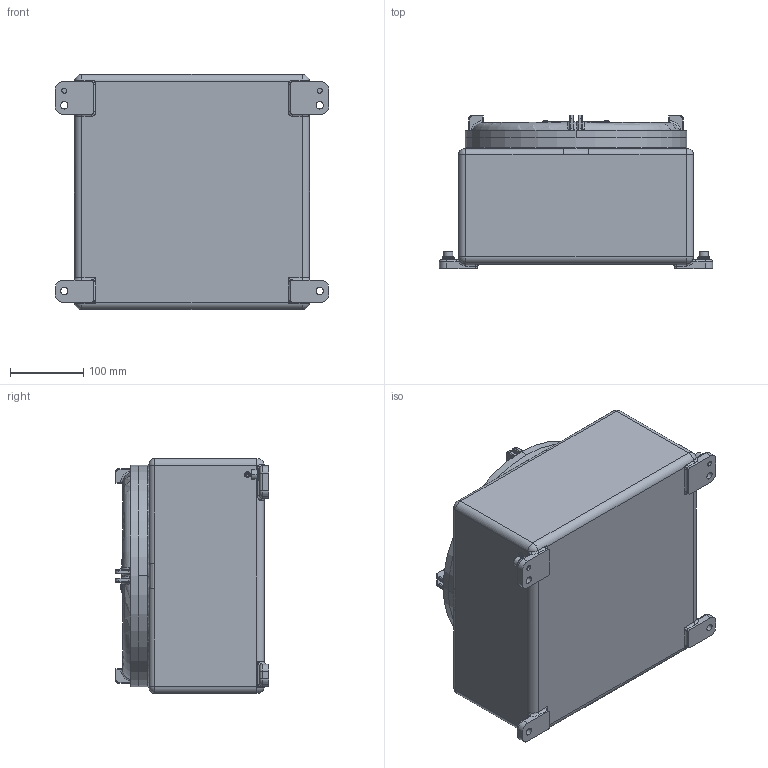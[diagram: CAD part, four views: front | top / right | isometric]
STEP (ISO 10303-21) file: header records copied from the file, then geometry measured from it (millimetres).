
FILE_DESCRIPTION (( 'STEP AP203' ), '1' );
FILE_NAME ('40102030.step', '2019-04-15T14:01:35', ( '' ), ( '' ), 'SwSTEP 2.0', 'SolidWorks 2018', '' );
FILE_SCHEMA (( 'CONFIG_CONTROL_DESIGN' ));
Length unit declared in the file: millimetre
Products named in the file (19): 98086; 92793; 70602; 93414; 40000036126_6g; 98063; 40302030; 92081; 40000037272_M3; 98056; 92783; 93430_EN ISO 4762 M8 x 12 - 12N; 93412; 82463; 93351; 40102030; 93428_DIN 912 M6 x 10 --- 10N; 92780; 70652
Assembly tree (34 placements, depth 2):
  92793
  40000036126_6g
  40102030
    70602
    82463
    40302030
    98063  x6
    93428_DIN 912 M6 x 10 --- 10N  x5
    98086
    92081  x3
    70652
    92783
    93414  x2
    92780
    93412  x2
    98056  x4
    93351  x2
    93430_EN ISO 4762 M8 x 12 - 12N  x2
    40000037272_M3
Bounding box: 372 x 209 x 320 mm (x, y, z)
Volume: 5778679.8 mm3; surface area: 1025974.4 mm2
Topology: 34 solids, 34 shells, 2183 faces, 5192 edges, 2973 vertices
Faces by surface type: cylinder 726, plane 564, bspline 443, torus 356, cone 70, sphere 24
Entity records: 74946 total; most frequent: CARTESIAN_POINT 31819, ORIENTED_EDGE 8706, DIRECTION 8376, EDGE_CURVE 4353, AXIS2_PLACEMENT_3D 3411, VERTEX_POINT 2556, EDGE_LOOP 1981, CIRCLE 1931
